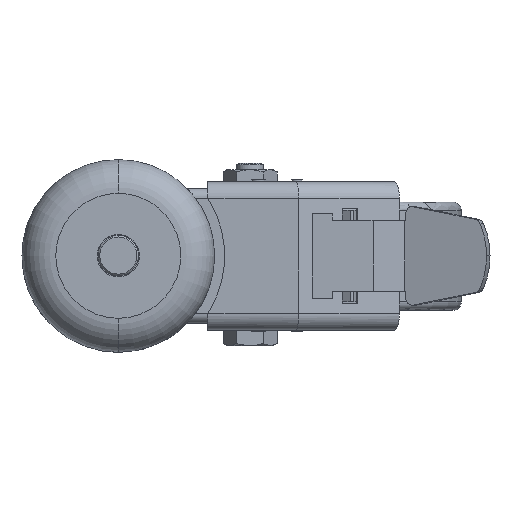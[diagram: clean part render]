
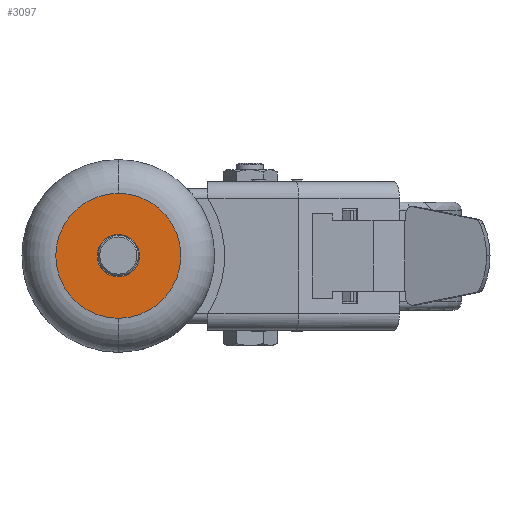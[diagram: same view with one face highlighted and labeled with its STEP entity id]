
A CAD part, top view. The second image highlights one B-rep face of the part: STEP entity #3097.
In plain terms, the highlighted planar face has unit normal (0, 0, 1).
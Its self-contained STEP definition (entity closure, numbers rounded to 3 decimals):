
#85 = CARTESIAN_POINT ( 'NONE',  ( 0., 0., 0. ) ) ;
#197 = CARTESIAN_POINT ( 'NONE',  ( 0., -6.25, 0. ) ) ;
#263 = EDGE_CURVE ( 'NONE', #1113, #875, #7109, .T. ) ;
#382 = DIRECTION ( 'NONE',  ( -1., 0., 0. ) ) ;
#722 = EDGE_LOOP ( 'NONE', ( #3319, #7691 ) ) ;
#875 = VERTEX_POINT ( 'NONE', #7661 ) ;
#962 = CARTESIAN_POINT ( 'NONE',  ( 0., 6.25, 0. ) ) ;
#1113 = VERTEX_POINT ( 'NONE', #7563 ) ;
#1426 = DIRECTION ( 'NONE',  ( 0., 1., 0. ) ) ;
#1807 = DIRECTION ( 'NONE',  ( 0., 0., -1. ) ) ;
#2062 = FACE_OUTER_BOUND ( 'NONE', #6110, .T. ) ;
#2395 = CARTESIAN_POINT ( 'NONE',  ( 0., 0., 0. ) ) ;
#2420 = CARTESIAN_POINT ( 'NONE',  ( 0., 0., 0. ) ) ;
#2854 = EDGE_CURVE ( 'NONE', #4133, #7057, #3805, .T. ) ;
#3097 = ADVANCED_FACE ( 'NONE', ( #2062, #3592 ), #4470, .F. ) ;
#3124 = DIRECTION ( 'NONE',  ( -1., 0., 0. ) ) ;
#3319 = ORIENTED_EDGE ( 'NONE', *, *, #5653, .F. ) ;
#3369 = AXIS2_PLACEMENT_3D ( 'NONE', #2420, #5023, #3124 ) ;
#3453 = CARTESIAN_POINT ( 'NONE',  ( 0., 0., 0. ) ) ;
#3592 = FACE_BOUND ( 'NONE', #722, .T. ) ;
#3604 = DIRECTION ( 'NONE',  ( 0., 0., 1. ) ) ;
#3805 = CIRCLE ( 'NONE', #5696, 6.25 ) ;
#4021 = ORIENTED_EDGE ( 'NONE', *, *, #263, .F. ) ;
#4133 = VERTEX_POINT ( 'NONE', #197 ) ;
#4135 = AXIS2_PLACEMENT_3D ( 'NONE', #2395, #5638, #382 ) ;
#4470 = PLANE ( 'NONE',  #6836 ) ;
#5023 = DIRECTION ( 'NONE',  ( 0., 0., -1. ) ) ;
#5638 = DIRECTION ( 'NONE',  ( 0., 0., -1. ) ) ;
#5653 = EDGE_CURVE ( 'NONE', #7057, #4133, #7998, .T. ) ;
#5696 = AXIS2_PLACEMENT_3D ( 'NONE', #85, #6644, #1426 ) ;
#6073 = ORIENTED_EDGE ( 'NONE', *, *, #7926, .F. ) ;
#6110 = EDGE_LOOP ( 'NONE', ( #4021, #6073 ) ) ;
#6644 = DIRECTION ( 'NONE',  ( 0., 0., 1. ) ) ;
#6836 = AXIS2_PLACEMENT_3D ( 'NONE', #8376, #1807, #7709 ) ;
#6855 = AXIS2_PLACEMENT_3D ( 'NONE', #3453, #3604, #8057 ) ;
#7057 = VERTEX_POINT ( 'NONE', #962 ) ;
#7109 = CIRCLE ( 'NONE', #3369, 18.5 ) ;
#7563 = CARTESIAN_POINT ( 'NONE',  ( 0., 18.5, 0. ) ) ;
#7661 = CARTESIAN_POINT ( 'NONE',  ( 0., -18.5, 0. ) ) ;
#7691 = ORIENTED_EDGE ( 'NONE', *, *, #2854, .F. ) ;
#7709 = DIRECTION ( 'NONE',  ( 0., 1., 0. ) ) ;
#7926 = EDGE_CURVE ( 'NONE', #875, #1113, #8488, .T. ) ;
#7998 = CIRCLE ( 'NONE', #6855, 6.25 ) ;
#8057 = DIRECTION ( 'NONE',  ( 0., 1., 0. ) ) ;
#8376 = CARTESIAN_POINT ( 'NONE',  ( 0., 0., 0. ) ) ;
#8488 = CIRCLE ( 'NONE', #4135, 18.5 ) ;
